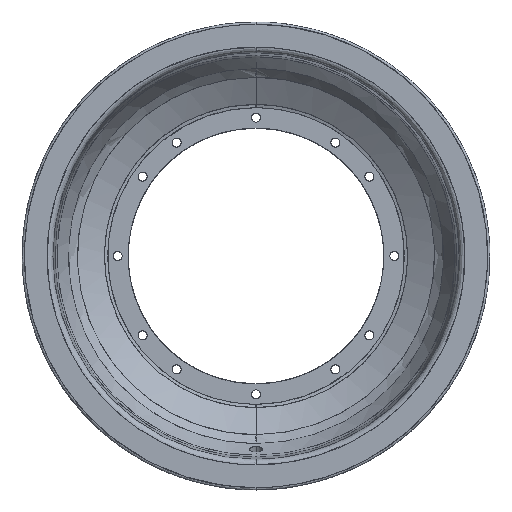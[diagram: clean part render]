
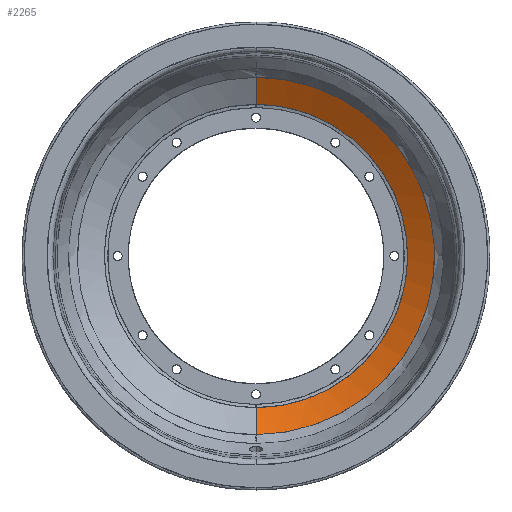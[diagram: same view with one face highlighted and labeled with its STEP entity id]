
A CAD part, left-side view. The second image highlights one B-rep face of the part: STEP entity #2265.
In plain terms, the highlighted free-form (B-spline) face has degree [2, 1] with [5, 2] control points.
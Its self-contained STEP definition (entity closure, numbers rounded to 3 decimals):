
#2265 = ADVANCED_FACE('',(#2266),#2302,.T.);
#2266 = FACE_BOUND('',#2267,.T.);
#2267 = EDGE_LOOP('',(#2268,#2280,#2287,#2297));
#2268 = ORIENTED_EDGE('',*,*,#2269,.F.);
#2269 = EDGE_CURVE('',#2270,#2272,#2274,.T.);
#2270 = VERTEX_POINT('',#2271);
#2271 = CARTESIAN_POINT('',(-13.46,0.,
    -109.253));
#2272 = VERTEX_POINT('',#2273);
#2273 = CARTESIAN_POINT('',(-13.46,0.,
    109.253));
#2274 = ( BOUNDED_CURVE() B_SPLINE_CURVE(2,(#2275,#2276,#2277,#2278,
#2279),.UNSPECIFIED.,.F.,.F.) B_SPLINE_CURVE_WITH_KNOTS((3,2,3),(0.,
1.571,3.142),.PIECEWISE_BEZIER_KNOTS.) CURVE() 
GEOMETRIC_REPRESENTATION_ITEM() RATIONAL_B_SPLINE_CURVE((1.,
0.707,1.,0.707,1.)) REPRESENTATION_ITEM('') );
#2275 = CARTESIAN_POINT('',(-13.46,0.,
    -109.253));
#2276 = CARTESIAN_POINT('',(-13.46,-109.253,
    -109.253));
#2277 = CARTESIAN_POINT('',(-13.46,-109.253,
    0.));
#2278 = CARTESIAN_POINT('',(-13.46,-109.253,
    109.253));
#2279 = CARTESIAN_POINT('',(-13.46,0.,
    109.253));
#2280 = ORIENTED_EDGE('',*,*,#2281,.F.);
#2281 = EDGE_CURVE('',#2282,#2270,#2284,.T.);
#2282 = VERTEX_POINT('',#2283);
#2283 = CARTESIAN_POINT('',(-24.705,0.,
    -128.73));
#2284 = B_SPLINE_CURVE_WITH_KNOTS('',1,(#2285,#2286),.UNSPECIFIED.,.F.,
  .F.,(2,2),(0.,28.077),.PIECEWISE_BEZIER_KNOTS.);
#2285 = CARTESIAN_POINT('',(-24.705,0.,-128.73));
#2286 = CARTESIAN_POINT('',(-13.46,0.,-109.253));
#2287 = ORIENTED_EDGE('',*,*,#2288,.F.);
#2288 = EDGE_CURVE('',#2289,#2282,#2291,.T.);
#2289 = VERTEX_POINT('',#2290);
#2290 = CARTESIAN_POINT('',(-24.705,0.,
    128.73));
#2291 = ( BOUNDED_CURVE() B_SPLINE_CURVE(2,(#2292,#2293,#2294,#2295,
#2296),.UNSPECIFIED.,.F.,.F.) B_SPLINE_CURVE_WITH_KNOTS((3,2,3),(
    0.,1.571,3.142),
.PIECEWISE_BEZIER_KNOTS.) CURVE() GEOMETRIC_REPRESENTATION_ITEM() 
RATIONAL_B_SPLINE_CURVE((1.,0.707,1.,0.707,1.)) 
REPRESENTATION_ITEM('') );
#2292 = CARTESIAN_POINT('',(-24.705,0.,
    128.73));
#2293 = CARTESIAN_POINT('',(-24.705,-128.73,
    128.73));
#2294 = CARTESIAN_POINT('',(-24.705,-128.73,
    0.));
#2295 = CARTESIAN_POINT('',(-24.705,-128.73,
    -128.73));
#2296 = CARTESIAN_POINT('',(-24.705,0.,
    -128.73));
#2297 = ORIENTED_EDGE('',*,*,#2298,.F.);
#2298 = EDGE_CURVE('',#2272,#2289,#2299,.T.);
#2299 = B_SPLINE_CURVE_WITH_KNOTS('',1,(#2300,#2301),.UNSPECIFIED.,.F.,
  .F.,(2,2),(0.,28.077),.PIECEWISE_BEZIER_KNOTS.);
#2300 = CARTESIAN_POINT('',(-13.46,0.,109.253));
#2301 = CARTESIAN_POINT('',(-24.705,0.,128.73));
#2302 = ( BOUNDED_SURFACE() B_SPLINE_SURFACE(2,1,(
    (#2303,#2304)
    ,(#2305,#2306)
    ,(#2307,#2308)
    ,(#2309,#2310)
    ,(#2311,#2312
)),.UNSPECIFIED.,.F.,.F.,.F.) B_SPLINE_SURFACE_WITH_KNOTS((3,2,3),(2,2),
  (0.,1.571,3.142),(0.,28.077),
.PIECEWISE_BEZIER_KNOTS.) GEOMETRIC_REPRESENTATION_ITEM() 
RATIONAL_B_SPLINE_SURFACE((
    (1.,1.)
    ,(0.707,0.707)
    ,(1.,1.)
    ,(0.707,0.707)
,(1.,1.))) REPRESENTATION_ITEM('') SURFACE() );
#2303 = CARTESIAN_POINT('',(-13.46,0.,
    109.253));
#2304 = CARTESIAN_POINT('',(-24.705,0.,
    128.73));
#2305 = CARTESIAN_POINT('',(-13.46,-109.253,
    109.253));
#2306 = CARTESIAN_POINT('',(-24.705,-128.73,
    128.73));
#2307 = CARTESIAN_POINT('',(-13.46,-109.253,
    0.));
#2308 = CARTESIAN_POINT('',(-24.705,-128.73,
    0.));
#2309 = CARTESIAN_POINT('',(-13.46,-109.253,
    -109.253));
#2310 = CARTESIAN_POINT('',(-24.705,-128.73,
    -128.73));
#2311 = CARTESIAN_POINT('',(-13.46,0.,
    -109.253));
#2312 = CARTESIAN_POINT('',(-24.705,0.,
    -128.73));
